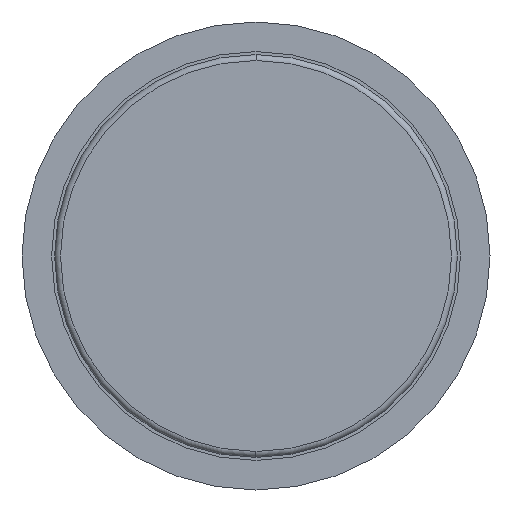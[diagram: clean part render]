
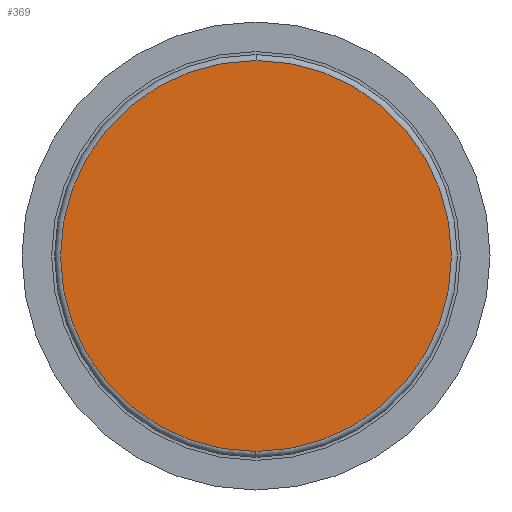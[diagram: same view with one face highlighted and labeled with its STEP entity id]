
A CAD part, front view. The second image highlights one B-rep face of the part: STEP entity #369.
In plain terms, the highlighted planar face has unit normal (0, -1, 0).
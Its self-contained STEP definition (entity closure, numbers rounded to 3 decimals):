
#19 = CARTESIAN_POINT ( 'NONE',  ( 0., 0., 33. ) ) ;
#24 = ORIENTED_EDGE ( 'NONE', *, *, #775, .T. ) ;
#125 = AXIS2_PLACEMENT_3D ( 'NONE', #3099, #1317, #2089 ) ;
#245 = DIRECTION ( 'NONE',  ( 0., -1., 0. ) ) ;
#280 = CARTESIAN_POINT ( 'NONE',  ( -33.366, 0., -33. ) ) ;
#369 = ADVANCED_FACE ( 'NONE', ( #2993 ), #1502, .T. ) ;
#615 = EDGE_CURVE ( 'NONE', #1698, #3181, #663, .T. ) ;
#663 = CIRCLE ( 'NONE', #125, 33. ) ;
#775 = EDGE_CURVE ( 'NONE', #3181, #1698, #2393, .T. ) ;
#891 = AXIS2_PLACEMENT_3D ( 'NONE', #935, #2682, #3133 ) ;
#935 = CARTESIAN_POINT ( 'NONE',  ( 0., 0., 0. ) ) ;
#1317 = DIRECTION ( 'NONE',  ( 0., -1., 0. ) ) ;
#1502 = PLANE ( 'NONE',  #1825 ) ;
#1541 = CARTESIAN_POINT ( 'NONE',  ( 0., 0., -33. ) ) ;
#1698 = VERTEX_POINT ( 'NONE', #19 ) ;
#1763 = DIRECTION ( 'NONE',  ( 1., 0., 0. ) ) ;
#1825 = AXIS2_PLACEMENT_3D ( 'NONE', #280, #245, #1763 ) ;
#2089 = DIRECTION ( 'NONE',  ( 0., 0., 1. ) ) ;
#2393 = CIRCLE ( 'NONE', #891, 33. ) ;
#2682 = DIRECTION ( 'NONE',  ( 0., -1., 0. ) ) ;
#2756 = EDGE_LOOP ( 'NONE', ( #2927, #24 ) ) ;
#2927 = ORIENTED_EDGE ( 'NONE', *, *, #615, .T. ) ;
#2993 = FACE_OUTER_BOUND ( 'NONE', #2756, .T. ) ;
#3099 = CARTESIAN_POINT ( 'NONE',  ( 0., 0., 0. ) ) ;
#3133 = DIRECTION ( 'NONE',  ( 0., 0., 1. ) ) ;
#3181 = VERTEX_POINT ( 'NONE', #1541 ) ;
